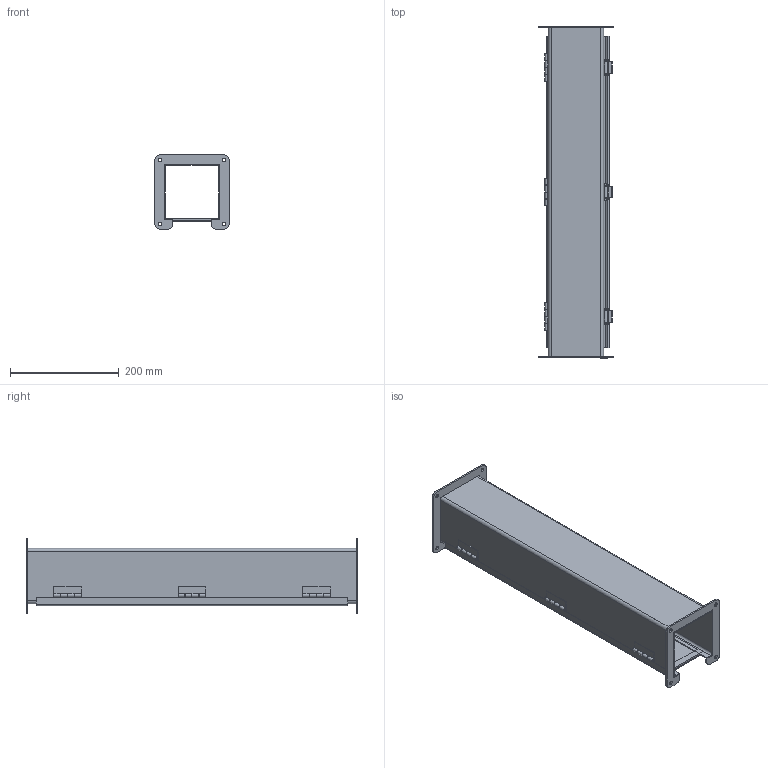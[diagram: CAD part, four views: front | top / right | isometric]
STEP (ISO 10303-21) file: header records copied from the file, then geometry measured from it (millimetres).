
FILE_DESCRIPTION(/* description */ ('LJW, BTB, CRS, 24X4X4'),/* implementation_level */ '2;1');
FILE_NAME(/* name */ 'LJW42.stp',/* time_stamp */ '2015-05-28T21:57:37+05:00',/* author */ ('vdas'),/* organization */ (''),/* preprocessor_version */ 'ST-DEVELOPER v15.2',/* originating_system */ 'Autodesk Inventor 2014',/* authorisation */ '');
FILE_SCHEMA (('AUTOMOTIVE_DESIGN { 1 0 10303 214 3 1 1 }'));
Length unit declared in the file: inch
Products named in the file (17): LJW42BTB; LJW4RINGP; LJW42LID; LJW42GSK; PART1; PART2; PART3; PART4; PART5; 35011; H6050139T; H6050139L; H6050139P; H6050139; H6050139_1; H6050139_2; LJW42
Bounding box: 136.53 x 609.6 x 136.53 mm (x, y, z)
Volume: 634765.9 mm3; surface area: 665463 mm2
Topology: 29 solids, 29 shells, 519 faces, 1333 edges, 869 vertices
Faces by surface type: plane 320, cylinder 184, bspline 12, cone 3
Full cylindrical faces by diameter (mm): 3.048 x3, 3.302 x12, 3.454 x6, 3.946 x18, 4.286 x12, 7.144 x8
Entity records: 7329 total; most frequent: CARTESIAN_POINT 1287, DIRECTION 1230, ORIENTED_EDGE 1084, EDGE_CURVE 542, AXIS2_PLACEMENT_3D 421, LINE 388, VECTOR 388, VERTEX_POINT 358
